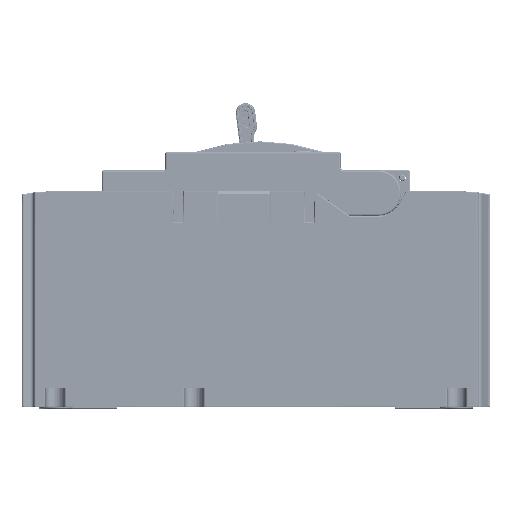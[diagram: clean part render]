
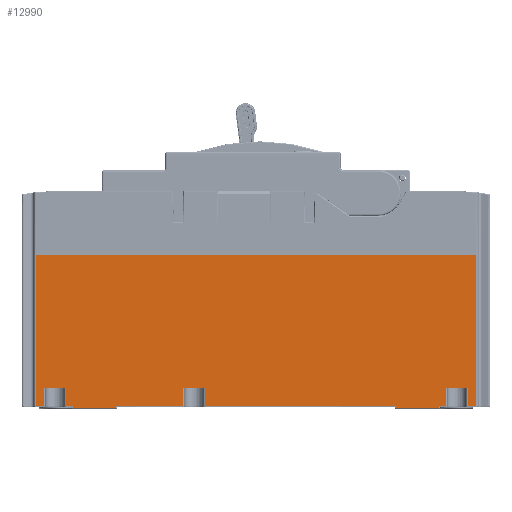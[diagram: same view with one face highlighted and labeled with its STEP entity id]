
A CAD part, left-side view. The second image highlights one B-rep face of the part: STEP entity #12990.
In plain terms, the highlighted planar face has unit normal (-1, 0, 0).
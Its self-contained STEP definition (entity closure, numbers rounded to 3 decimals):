
#12990=ADVANCED_FACE('',(#26305),#19378,.T.);
#19378=PLANE('',#171442);
#26305=FACE_OUTER_BOUND('',#35478,.T.);
#35478=EDGE_LOOP('',(#100098,#100099,#100100,#100101,#100102,#100103,#100104,
#100105,#100106,#100107,#100108,#100109,#100110,#100111,#100112,#100113,
#100114,#100115,#100116,#100117,#100118,#100119,#100120,#100121));
#49382=LINE('',#271288,#64960);
#49832=LINE('',#272673,#65410);
#49833=LINE('',#272676,#65411);
#49834=LINE('',#272678,#65412);
#49835=LINE('',#272680,#65413);
#49836=LINE('',#272682,#65414);
#49837=LINE('',#272684,#65415);
#49838=LINE('',#272686,#65416);
#49839=LINE('',#272688,#65417);
#49840=LINE('',#272690,#65418);
#49841=LINE('',#272692,#65419);
#49842=LINE('',#272693,#65420);
#49843=LINE('',#272695,#65421);
#49844=LINE('',#272697,#65422);
#49845=LINE('',#272699,#65423);
#49846=LINE('',#272701,#65424);
#49847=LINE('',#272703,#65425);
#49848=LINE('',#272705,#65426);
#49849=LINE('',#272707,#65427);
#49850=LINE('',#272709,#65428);
#49851=LINE('',#272711,#65429);
#49852=LINE('',#272713,#65430);
#49853=LINE('',#272715,#65431);
#49854=LINE('',#272717,#65432);
#64960=VECTOR('',#205500,1.);
#65410=VECTOR('',#206412,1.);
#65411=VECTOR('',#206413,1.);
#65412=VECTOR('',#206414,1.);
#65413=VECTOR('',#206415,1.);
#65414=VECTOR('',#206416,1.);
#65415=VECTOR('',#206417,1.);
#65416=VECTOR('',#206418,1.);
#65417=VECTOR('',#206419,1.);
#65418=VECTOR('',#206420,1.);
#65419=VECTOR('',#206421,1.);
#65420=VECTOR('',#206422,1.);
#65421=VECTOR('',#206423,1.);
#65422=VECTOR('',#206424,1.);
#65423=VECTOR('',#206425,1.);
#65424=VECTOR('',#206426,1.);
#65425=VECTOR('',#206427,1.);
#65426=VECTOR('',#206428,1.);
#65427=VECTOR('',#206429,1.);
#65428=VECTOR('',#206430,1.);
#65429=VECTOR('',#206431,1.);
#65430=VECTOR('',#206432,1.);
#65431=VECTOR('',#206433,1.);
#65432=VECTOR('',#206434,1.);
#100098=ORIENTED_EDGE('',*,*,#148898,.T.);
#100099=ORIENTED_EDGE('',*,*,#148899,.T.);
#100100=ORIENTED_EDGE('',*,*,#148900,.T.);
#100101=ORIENTED_EDGE('',*,*,#148901,.T.);
#100102=ORIENTED_EDGE('',*,*,#148902,.T.);
#100103=ORIENTED_EDGE('',*,*,#148903,.T.);
#100104=ORIENTED_EDGE('',*,*,#148904,.F.);
#100105=ORIENTED_EDGE('',*,*,#148905,.T.);
#100106=ORIENTED_EDGE('',*,*,#148906,.T.);
#100107=ORIENTED_EDGE('',*,*,#148907,.T.);
#100108=ORIENTED_EDGE('',*,*,#148277,.T.);
#100109=ORIENTED_EDGE('',*,*,#148908,.T.);
#100110=ORIENTED_EDGE('',*,*,#148909,.T.);
#100111=ORIENTED_EDGE('',*,*,#148910,.T.);
#100112=ORIENTED_EDGE('',*,*,#148911,.F.);
#100113=ORIENTED_EDGE('',*,*,#148912,.T.);
#100114=ORIENTED_EDGE('',*,*,#148913,.T.);
#100115=ORIENTED_EDGE('',*,*,#148914,.T.);
#100116=ORIENTED_EDGE('',*,*,#148915,.T.);
#100117=ORIENTED_EDGE('',*,*,#148916,.T.);
#100118=ORIENTED_EDGE('',*,*,#148917,.T.);
#100119=ORIENTED_EDGE('',*,*,#148918,.T.);
#100120=ORIENTED_EDGE('',*,*,#148919,.F.);
#100121=ORIENTED_EDGE('',*,*,#148920,.T.);
#128175=VERTEX_POINT('',#271287);
#128176=VERTEX_POINT('',#271289);
#128722=VERTEX_POINT('',#272674);
#128723=VERTEX_POINT('',#272675);
#128724=VERTEX_POINT('',#272677);
#128725=VERTEX_POINT('',#272679);
#128726=VERTEX_POINT('',#272681);
#128727=VERTEX_POINT('',#272683);
#128728=VERTEX_POINT('',#272685);
#128729=VERTEX_POINT('',#272687);
#128730=VERTEX_POINT('',#272689);
#128731=VERTEX_POINT('',#272691);
#128732=VERTEX_POINT('',#272694);
#128733=VERTEX_POINT('',#272696);
#128734=VERTEX_POINT('',#272698);
#128735=VERTEX_POINT('',#272700);
#128736=VERTEX_POINT('',#272702);
#128737=VERTEX_POINT('',#272704);
#128738=VERTEX_POINT('',#272706);
#128739=VERTEX_POINT('',#272708);
#128740=VERTEX_POINT('',#272710);
#128741=VERTEX_POINT('',#272712);
#128742=VERTEX_POINT('',#272714);
#128743=VERTEX_POINT('',#272716);
#148277=EDGE_CURVE('',#128176,#128175,#49382,.T.);
#148898=EDGE_CURVE('',#128722,#128723,#49832,.T.);
#148899=EDGE_CURVE('',#128723,#128724,#49833,.T.);
#148900=EDGE_CURVE('',#128724,#128725,#49834,.T.);
#148901=EDGE_CURVE('',#128725,#128726,#49835,.T.);
#148902=EDGE_CURVE('',#128726,#128727,#49836,.T.);
#148903=EDGE_CURVE('',#128727,#128728,#49837,.T.);
#148904=EDGE_CURVE('',#128729,#128728,#49838,.T.);
#148905=EDGE_CURVE('',#128729,#128730,#49839,.T.);
#148906=EDGE_CURVE('',#128730,#128731,#49840,.T.);
#148907=EDGE_CURVE('',#128731,#128176,#49841,.T.);
#148908=EDGE_CURVE('',#128175,#128732,#49842,.T.);
#148909=EDGE_CURVE('',#128732,#128733,#49843,.T.);
#148910=EDGE_CURVE('',#128733,#128734,#49844,.T.);
#148911=EDGE_CURVE('',#128735,#128734,#49845,.T.);
#148912=EDGE_CURVE('',#128735,#128736,#49846,.T.);
#148913=EDGE_CURVE('',#128736,#128737,#49847,.T.);
#148914=EDGE_CURVE('',#128737,#128738,#49848,.T.);
#148915=EDGE_CURVE('',#128738,#128739,#49849,.T.);
#148916=EDGE_CURVE('',#128739,#128740,#49850,.T.);
#148917=EDGE_CURVE('',#128740,#128741,#49851,.T.);
#148918=EDGE_CURVE('',#128741,#128742,#49852,.T.);
#148919=EDGE_CURVE('',#128743,#128742,#49853,.T.);
#148920=EDGE_CURVE('',#128743,#128722,#49854,.T.);
#171442=AXIS2_PLACEMENT_3D('',#272718,#206435,#206436);
#205500=DIRECTION('',(0.,1.,0.));
#206412=DIRECTION('',(0.,-1.,0.));
#206413=DIRECTION('',(0.,0.,-1.));
#206414=DIRECTION('',(0.,-1.,0.));
#206415=DIRECTION('',(0.,0.,1.));
#206416=DIRECTION('',(0.,-1.,0.));
#206417=DIRECTION('',(0.,0.,1.));
#206418=DIRECTION('',(0.,1.,0.));
#206419=DIRECTION('',(0.,0.,-1.));
#206420=DIRECTION('',(0.,-1.,0.));
#206421=DIRECTION('',(0.,0.,1.));
#206422=DIRECTION('',(0.,0.,-1.));
#206423=DIRECTION('',(0.,-1.,0.));
#206424=DIRECTION('',(0.,0.,1.));
#206425=DIRECTION('',(0.,1.,0.));
#206426=DIRECTION('',(0.,0.,-1.));
#206427=DIRECTION('',(0.,-1.,0.));
#206428=DIRECTION('',(0.,0.,-1.));
#206429=DIRECTION('',(0.,-1.,0.));
#206430=DIRECTION('',(0.,0.,1.));
#206431=DIRECTION('',(0.,-1.,0.));
#206432=DIRECTION('',(0.,0.,1.));
#206433=DIRECTION('',(0.,1.,0.));
#206434=DIRECTION('',(0.,0.,-1.));
#206435=DIRECTION('',(-1.,0.,0.));
#206436=DIRECTION('',(0.,0.,-1.));
#271287=CARTESIAN_POINT('',(0.,150.5,50.));
#271288=CARTESIAN_POINT('',(0.,77.5,50.));
#271289=CARTESIAN_POINT('',(0.,4.5,50.));
#272673=CARTESIAN_POINT('',(0.,31.5,-0.2));
#272674=CARTESIAN_POINT('',(0.,94.45,-0.2));
#272675=CARTESIAN_POINT('',(0.,31.2,-0.2));
#272676=CARTESIAN_POINT('',(0.,31.2,0.));
#272677=CARTESIAN_POINT('',(0.,31.2,-0.7));
#272678=CARTESIAN_POINT('',(0.,77.5,-0.7));
#272679=CARTESIAN_POINT('',(0.,16.8,-0.7));
#272680=CARTESIAN_POINT('',(0.,16.8,0.));
#272681=CARTESIAN_POINT('',(0.,16.8,-0.2));
#272682=CARTESIAN_POINT('',(0.,14.25,-0.2));
#272683=CARTESIAN_POINT('',(0.,14.55,-0.2));
#272684=CARTESIAN_POINT('',(0.,14.55,6.));
#272685=CARTESIAN_POINT('',(0.,14.55,6.));
#272686=CARTESIAN_POINT('',(0.,7.75,6.));
#272687=CARTESIAN_POINT('',(0.,7.45,6.));
#272688=CARTESIAN_POINT('',(0.,7.45,-0.5));
#272689=CARTESIAN_POINT('',(0.,7.45,-0.2));
#272690=CARTESIAN_POINT('',(0.,4.5,-0.2));
#272691=CARTESIAN_POINT('',(0.,4.5,-0.2));
#272692=CARTESIAN_POINT('',(0.,4.5,50.));
#272693=CARTESIAN_POINT('',(0.,150.5,0.));
#272694=CARTESIAN_POINT('',(0.,150.5,-0.2));
#272695=CARTESIAN_POINT('',(0.,147.25,-0.2));
#272696=CARTESIAN_POINT('',(0.,147.55,-0.2));
#272697=CARTESIAN_POINT('',(0.,147.55,6.));
#272698=CARTESIAN_POINT('',(0.,147.55,6.));
#272699=CARTESIAN_POINT('',(0.,140.75,6.));
#272700=CARTESIAN_POINT('',(0.,140.45,6.));
#272701=CARTESIAN_POINT('',(0.,140.45,-0.5));
#272702=CARTESIAN_POINT('',(0.,140.45,-0.2));
#272703=CARTESIAN_POINT('',(0.,138.5,-0.2));
#272704=CARTESIAN_POINT('',(0.,138.2,-0.2));
#272705=CARTESIAN_POINT('',(0.,138.2,0.));
#272706=CARTESIAN_POINT('',(0.,138.2,-0.7));
#272707=CARTESIAN_POINT('',(0.,77.5,-0.7));
#272708=CARTESIAN_POINT('',(0.,123.8,-0.7));
#272709=CARTESIAN_POINT('',(0.,123.8,0.));
#272710=CARTESIAN_POINT('',(0.,123.8,-0.2));
#272711=CARTESIAN_POINT('',(0.,101.25,-0.2));
#272712=CARTESIAN_POINT('',(0.,101.55,-0.2));
#272713=CARTESIAN_POINT('',(0.,101.55,6.));
#272714=CARTESIAN_POINT('',(0.,101.55,6.));
#272715=CARTESIAN_POINT('',(0.,94.75,6.));
#272716=CARTESIAN_POINT('',(0.,94.45,6.));
#272717=CARTESIAN_POINT('',(0.,94.45,-0.5));
#272718=CARTESIAN_POINT('',(0.,77.5,0.));
